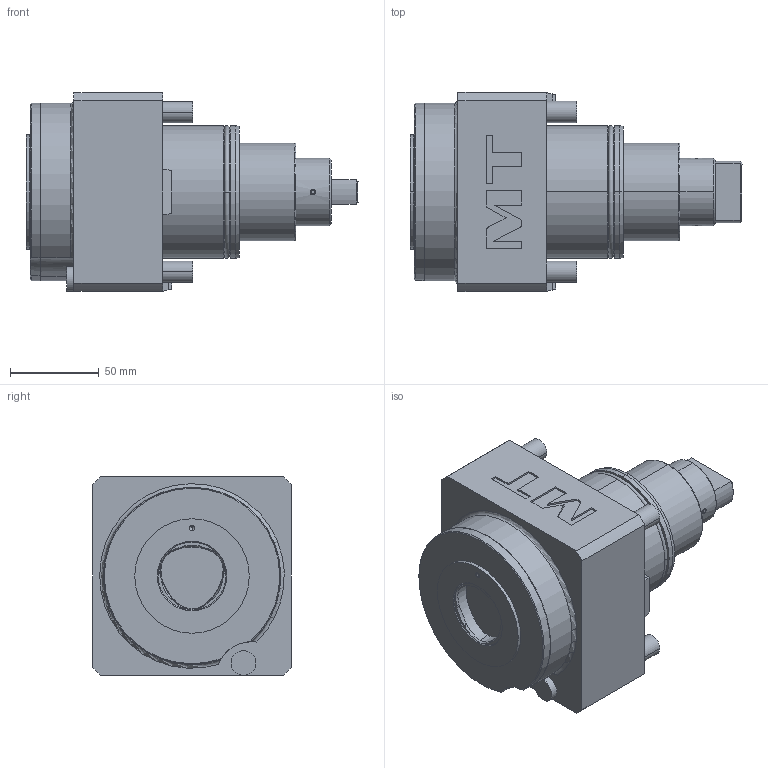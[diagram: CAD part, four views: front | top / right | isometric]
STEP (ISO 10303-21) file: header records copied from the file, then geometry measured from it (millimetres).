
FILE_DESCRIPTION((''),'2;1');
FILE_NAME('DWO3030250_CONF','2023-04-18T14:29:12',('gvalli'),('M.T. srl'),'CREO PARAMETRIC BY PTC INC, 2021072','CREO PARAMETRIC BY PTC INC, 2021072','');
FILE_SCHEMA(('CONFIG_CONTROL_DESIGN'));
Length unit declared in the file: millimetre
Products named in the file (1): DWO3030250_CONF
Bounding box: 187 x 112 x 112 mm (x, y, z)
Volume: 1121003.1 mm3; surface area: 90221.7 mm2
Topology: 1 solids, 1 shells, 191 faces, 452 edges, 289 vertices
Faces by surface type: plane 102, cylinder 56, cone 14, torus 9, bspline 6, extrusion 4
Entity records: 6312 total; most frequent: CARTESIAN_POINT 1867, DIRECTION 901, ORIENTED_EDGE 900, EDGE_CURVE 450, AXIS2_PLACEMENT_3D 316, VERTEX_POINT 289, VECTOR 269, LINE 265
